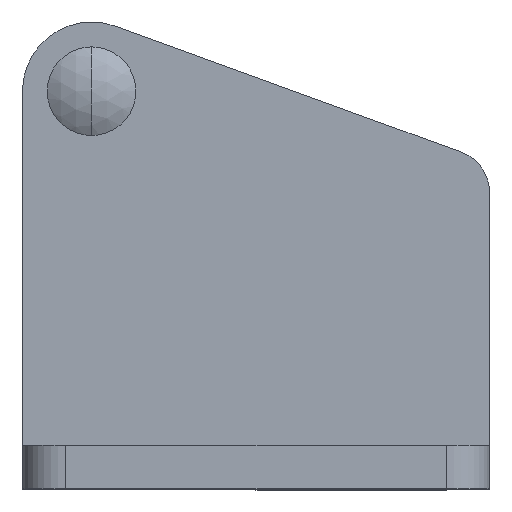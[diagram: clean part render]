
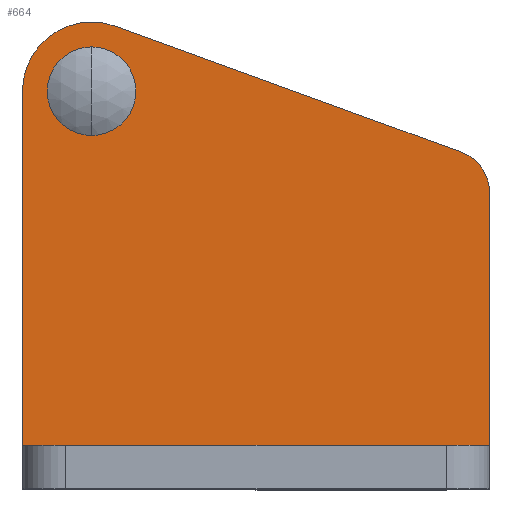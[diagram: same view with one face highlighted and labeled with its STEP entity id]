
A CAD part, top view. The second image highlights one B-rep face of the part: STEP entity #664.
In plain terms, the highlighted planar face has unit normal (0, 0, 1).
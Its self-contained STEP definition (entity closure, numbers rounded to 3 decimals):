
#31 = CARTESIAN_POINT ( 'NONE',  ( 0., 54., 5. ) ) ;
#54 = VERTEX_POINT ( 'NONE', #279 ) ;
#77 = AXIS2_PLACEMENT_3D ( 'NONE', #445, #1728, #180 ) ;
#79 = EDGE_CURVE ( 'NONE', #1765, #777, #438, .T. ) ;
#107 = CARTESIAN_POINT ( 'NONE',  ( 54., 54., 5. ) ) ;
#111 = DIRECTION ( 'NONE',  ( -1., 0., 0. ) ) ;
#116 = CIRCLE ( 'NONE', #1435, 8. ) ;
#120 = CARTESIAN_POINT ( 'NONE',  ( 8., 51.122, 5. ) ) ;
#155 = CARTESIAN_POINT ( 'NONE',  ( 30.723, 46.243, 5. ) ) ;
#180 = DIRECTION ( 'NONE',  ( -1., 0., 0. ) ) ;
#279 = CARTESIAN_POINT ( 'NONE',  ( 54., 34.27, 5. ) ) ;
#292 = VERTEX_POINT ( 'NONE', #1401 ) ;
#310 = CARTESIAN_POINT ( 'NONE',  ( 50.71, 38.968, 5. ) ) ;
#325 = CARTESIAN_POINT ( 'NONE',  ( 54., 5., 5. ) ) ;
#334 = AXIS2_PLACEMENT_3D ( 'NONE', #1854, #1026, #111 ) ;
#349 = VECTOR ( 'NONE', #1533, 1000. ) ;
#407 = CARTESIAN_POINT ( 'NONE',  ( 0., 5., 5. ) ) ;
#438 = LINE ( 'NONE', #325, #349 ) ;
#445 = CARTESIAN_POINT ( 'NONE',  ( 8., 46., 5. ) ) ;
#455 = CIRCLE ( 'NONE', #334, 5.122 ) ;
#536 = VERTEX_POINT ( 'NONE', #1813 ) ;
#541 = LINE ( 'NONE', #31, #1868 ) ;
#543 = ORIENTED_EDGE ( 'NONE', *, *, #79, .F. ) ;
#557 = DIRECTION ( 'NONE',  ( 0., 0., 1. ) ) ;
#562 = FACE_OUTER_BOUND ( 'NONE', #1633, .T. ) ;
#574 = ORIENTED_EDGE ( 'NONE', *, *, #588, .F. ) ;
#582 = EDGE_CURVE ( 'NONE', #536, #777, #541, .T. ) ;
#588 = EDGE_CURVE ( 'NONE', #54, #1765, #766, .T. ) ;
#613 = EDGE_CURVE ( 'NONE', #54, #1004, #1309, .T. ) ;
#625 = EDGE_CURVE ( 'NONE', #292, #536, #116, .T. ) ;
#647 = DIRECTION ( 'NONE',  ( 0., -1., 0. ) ) ;
#664 = ADVANCED_FACE ( 'NONE', ( #907, #562 ), #1343, .F. ) ;
#676 = DIRECTION ( 'NONE',  ( 1., 0., 0. ) ) ;
#704 = VERTEX_POINT ( 'NONE', #120 ) ;
#766 = LINE ( 'NONE', #1611, #846 ) ;
#777 = VERTEX_POINT ( 'NONE', #407 ) ;
#792 = DIRECTION ( 'NONE',  ( 1., 0., 0. ) ) ;
#813 = ORIENTED_EDGE ( 'NONE', *, *, #613, .T. ) ;
#817 = CIRCLE ( 'NONE', #77, 5.122 ) ;
#829 = CARTESIAN_POINT ( 'NONE',  ( 8., 40.878, 5. ) ) ;
#830 = DIRECTION ( 'NONE',  ( 0., 0., -1. ) ) ;
#846 = VECTOR ( 'NONE', #1428, 1000. ) ;
#902 = DIRECTION ( 'NONE',  ( -0.94, 0.342, 0. ) ) ;
#907 = FACE_BOUND ( 'NONE', #1820, .T. ) ;
#925 = ORIENTED_EDGE ( 'NONE', *, *, #1468, .T. ) ;
#943 = AXIS2_PLACEMENT_3D ( 'NONE', #107, #830, #1711 ) ;
#957 = ORIENTED_EDGE ( 'NONE', *, *, #1155, .T. ) ;
#985 = EDGE_CURVE ( 'NONE', #1067, #704, #817, .T. ) ;
#1004 = VERTEX_POINT ( 'NONE', #310 ) ;
#1026 = DIRECTION ( 'NONE',  ( 0., 0., -1. ) ) ;
#1067 = VERTEX_POINT ( 'NONE', #829 ) ;
#1155 = EDGE_CURVE ( 'NONE', #1004, #292, #1221, .T. ) ;
#1221 = LINE ( 'NONE', #155, #1575 ) ;
#1255 = ORIENTED_EDGE ( 'NONE', *, *, #582, .T. ) ;
#1309 = CIRCLE ( 'NONE', #1497, 5. ) ;
#1343 = PLANE ( 'NONE',  #943 ) ;
#1401 = CARTESIAN_POINT ( 'NONE',  ( 10.736, 53.518, 5. ) ) ;
#1428 = DIRECTION ( 'NONE',  ( 0., -1., 0. ) ) ;
#1435 = AXIS2_PLACEMENT_3D ( 'NONE', #1572, #1834, #676 ) ;
#1440 = CARTESIAN_POINT ( 'NONE',  ( 49., 34.27, 5. ) ) ;
#1468 = EDGE_CURVE ( 'NONE', #704, #1067, #455, .T. ) ;
#1478 = ORIENTED_EDGE ( 'NONE', *, *, #625, .T. ) ;
#1497 = AXIS2_PLACEMENT_3D ( 'NONE', #1440, #557, #792 ) ;
#1533 = DIRECTION ( 'NONE',  ( -1., 0., 0. ) ) ;
#1541 = ORIENTED_EDGE ( 'NONE', *, *, #985, .T. ) ;
#1572 = CARTESIAN_POINT ( 'NONE',  ( 8., 46., 5. ) ) ;
#1575 = VECTOR ( 'NONE', #902, 1000. ) ;
#1611 = CARTESIAN_POINT ( 'NONE',  ( 54., 54., 5. ) ) ;
#1633 = EDGE_LOOP ( 'NONE', ( #1478, #1255, #543, #574, #813, #957 ) ) ;
#1711 = DIRECTION ( 'NONE',  ( -1., 0., 0. ) ) ;
#1728 = DIRECTION ( 'NONE',  ( 0., 0., -1. ) ) ;
#1765 = VERTEX_POINT ( 'NONE', #1884 ) ;
#1813 = CARTESIAN_POINT ( 'NONE',  ( 0., 46., 5. ) ) ;
#1820 = EDGE_LOOP ( 'NONE', ( #925, #1541 ) ) ;
#1834 = DIRECTION ( 'NONE',  ( 0., 0., 1. ) ) ;
#1854 = CARTESIAN_POINT ( 'NONE',  ( 8., 46., 5. ) ) ;
#1868 = VECTOR ( 'NONE', #647, 1000. ) ;
#1884 = CARTESIAN_POINT ( 'NONE',  ( 54., 5., 5. ) ) ;
